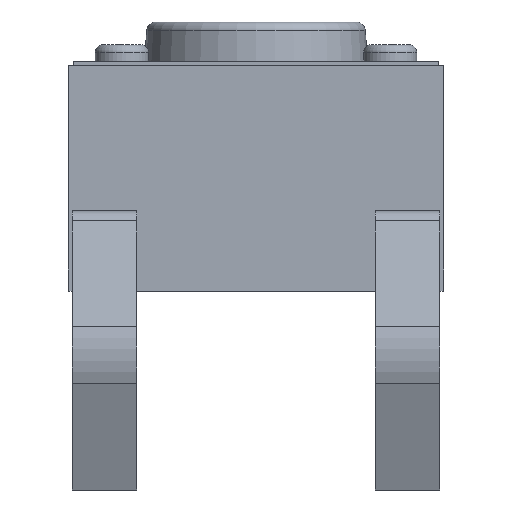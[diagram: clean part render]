
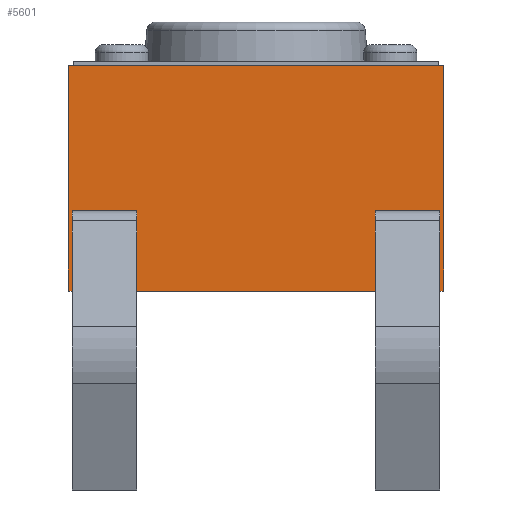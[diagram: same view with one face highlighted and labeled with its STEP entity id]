
A CAD part, left-side view. The second image highlights one B-rep face of the part: STEP entity #5601.
In plain terms, the highlighted planar face has unit normal (-1, 0, 0).
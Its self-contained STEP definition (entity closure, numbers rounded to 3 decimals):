
#540=ORIENTED_EDGE('',*,*,#1691,.F.);
#541=ORIENTED_EDGE('',*,*,#1692,.F.);
#542=ORIENTED_EDGE('',*,*,#1693,.F.);
#543=ORIENTED_EDGE('',*,*,#1694,.T.);
#544=ORIENTED_EDGE('',*,*,#1611,.T.);
#545=ORIENTED_EDGE('',*,*,#1695,.F.);
#546=ORIENTED_EDGE('',*,*,#1696,.T.);
#547=ORIENTED_EDGE('',*,*,#1667,.T.);
#548=ORIENTED_EDGE('',*,*,#1697,.F.);
#549=ORIENTED_EDGE('',*,*,#1698,.F.);
#550=ORIENTED_EDGE('',*,*,#1699,.T.);
#551=ORIENTED_EDGE('',*,*,#1690,.T.);
#1611=EDGE_CURVE('',#2190,#2189,#2581,.T.);
#1667=EDGE_CURVE('',#2237,#2240,#2637,.T.);
#1690=EDGE_CURVE('',#2259,#2262,#2660,.T.);
#1691=EDGE_CURVE('',#2263,#2262,#2661,.T.);
#1692=EDGE_CURVE('',#2264,#2263,#2662,.T.);
#1693=EDGE_CURVE('',#2265,#2264,#2663,.T.);
#1694=EDGE_CURVE('',#2265,#2190,#2664,.T.);
#1695=EDGE_CURVE('',#2266,#2189,#2665,.T.);
#1696=EDGE_CURVE('',#2266,#2237,#2666,.T.);
#1697=EDGE_CURVE('',#2267,#2240,#2667,.T.);
#1698=EDGE_CURVE('',#2268,#2267,#2668,.T.);
#1699=EDGE_CURVE('',#2268,#2259,#2669,.T.);
#2189=VERTEX_POINT('',#6967);
#2190=VERTEX_POINT('',#6969);
#2237=VERTEX_POINT('',#7082);
#2240=VERTEX_POINT('',#7087);
#2259=VERTEX_POINT('',#7133);
#2262=VERTEX_POINT('',#7138);
#2263=VERTEX_POINT('',#7142);
#2264=VERTEX_POINT('',#7144);
#2265=VERTEX_POINT('',#7146);
#2266=VERTEX_POINT('',#7149);
#2267=VERTEX_POINT('',#7152);
#2268=VERTEX_POINT('',#7154);
#2581=LINE('',#6968,#2841);
#2637=LINE('',#7088,#2897);
#2660=LINE('',#7139,#2920);
#2661=LINE('',#7141,#2921);
#2662=LINE('',#7143,#2922);
#2663=LINE('',#7145,#2923);
#2664=LINE('',#7147,#2924);
#2665=LINE('',#7148,#2925);
#2666=LINE('',#7150,#2926);
#2667=LINE('',#7151,#2927);
#2668=LINE('',#7153,#2928);
#2669=LINE('',#7155,#2929);
#2841=VECTOR('',#6157,1000.);
#2897=VECTOR('',#6239,1000.);
#2920=VECTOR('',#6274,1000.);
#2921=VECTOR('',#6277,1000.);
#2922=VECTOR('',#6278,1000.);
#2923=VECTOR('',#6279,1000.);
#2924=VECTOR('',#6280,1000.);
#2925=VECTOR('',#6281,1000.);
#2926=VECTOR('',#6282,1000.);
#2927=VECTOR('',#6283,1000.);
#2928=VECTOR('',#6284,1000.);
#2929=VECTOR('',#6285,1000.);
#3102=EDGE_LOOP('',(#540,#541,#542,#543,#544,#545,#546,#547,#548,#549,#550,
#551));
#3384=FACE_BOUND('',#3102,.T.);
#3666=PLANE('',#5876);
#5601=ADVANCED_FACE('',(#3384),#3666,.T.);
#5876=AXIS2_PLACEMENT_3D('',#7140,#6275,#6276);
#6157=DIRECTION('',(0.,0.,-1.));
#6239=DIRECTION('',(0.,-1.,0.));
#6274=DIRECTION('',(0.,-1.,0.));
#6275=DIRECTION('',(-1.,0.,0.));
#6276=DIRECTION('',(0.,0.,1.));
#6277=DIRECTION('',(0.,0.,1.));
#6278=DIRECTION('',(0.,1.,0.));
#6279=DIRECTION('',(0.,0.,-1.));
#6280=DIRECTION('',(0.,1.,0.));
#6281=DIRECTION('',(0.,1.,0.));
#6282=DIRECTION('',(0.,0.,1.));
#6283=DIRECTION('',(0.,0.,1.));
#6284=DIRECTION('',(0.,1.,0.));
#6285=DIRECTION('',(0.,0.,1.));
#6967=CARTESIAN_POINT('',(-3.061,2.997,0.));
#6968=CARTESIAN_POINT('',(-3.061,2.997,3.607));
#6969=CARTESIAN_POINT('',(-3.061,2.997,3.607));
#7082=CARTESIAN_POINT('',(-3.061,2.935,1.28));
#7087=CARTESIAN_POINT('',(-3.061,1.905,1.28));
#7088=CARTESIAN_POINT('',(-3.061,2.997,1.28));
#7133=CARTESIAN_POINT('',(-3.061,-1.905,1.28));
#7138=CARTESIAN_POINT('',(-3.061,-2.935,1.28));
#7139=CARTESIAN_POINT('',(-3.061,2.997,1.28));
#7140=CARTESIAN_POINT('',(-3.061,-2.997,3.607));
#7141=CARTESIAN_POINT('',(-3.061,-2.935,-10.416));
#7142=CARTESIAN_POINT('',(-3.061,-2.935,0.));
#7143=CARTESIAN_POINT('',(-3.061,-2.997,0.));
#7144=CARTESIAN_POINT('',(-3.061,-2.997,0.));
#7145=CARTESIAN_POINT('',(-3.061,-2.997,3.607));
#7146=CARTESIAN_POINT('',(-3.061,-2.997,3.607));
#7147=CARTESIAN_POINT('',(-3.061,-2.997,3.607));
#7148=CARTESIAN_POINT('',(-3.061,-2.997,0.));
#7149=CARTESIAN_POINT('',(-3.061,2.935,0.));
#7150=CARTESIAN_POINT('',(-3.061,2.935,-10.416));
#7151=CARTESIAN_POINT('',(-3.061,1.905,-10.416));
#7152=CARTESIAN_POINT('',(-3.061,1.905,0.));
#7153=CARTESIAN_POINT('',(-3.061,-2.997,0.));
#7154=CARTESIAN_POINT('',(-3.061,-1.905,0.));
#7155=CARTESIAN_POINT('',(-3.061,-1.905,-10.416));
